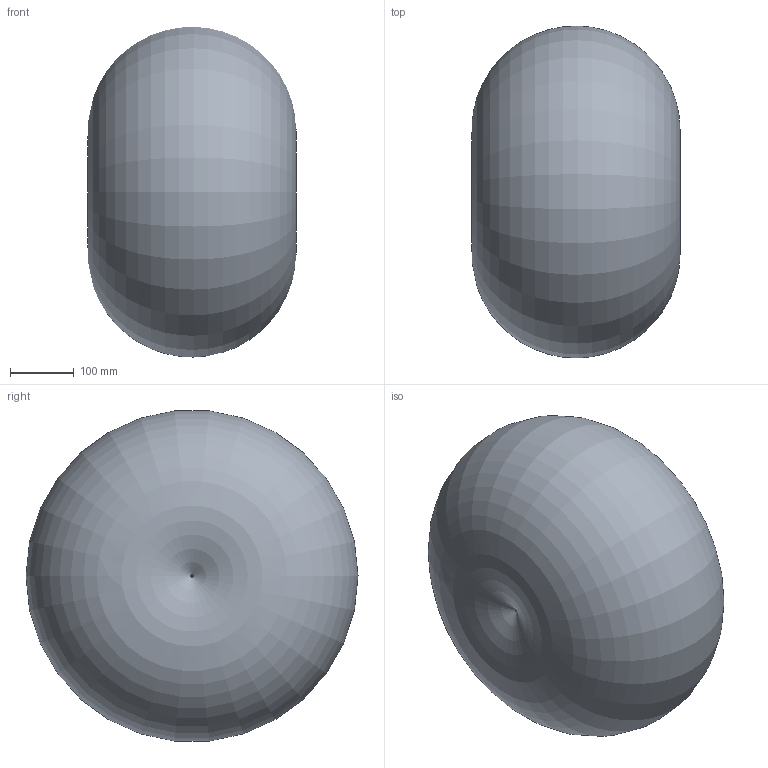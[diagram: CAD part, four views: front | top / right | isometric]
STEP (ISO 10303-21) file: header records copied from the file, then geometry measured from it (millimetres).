
FILE_DESCRIPTION(/* description */ ('Alibre Inc.'),/* implementation_level */ '2;1');
FILE_NAME(/* name */ 'export-9804EEFD-7F24-4B60-8722-57682B9E3353',/* time_stamp */ '2020-05-19T13:04:23-07:00',/* author */ (''),/* organization */ (''),/* preprocessor_version */ 'ST-DEVELOPER v17',/* originating_system */ 'Alibre',/* authorisation */ '');
FILE_SCHEMA (('CONFIG_CONTROL_DESIGN'));
Length unit declared in the file: inch
Bounding box: 325.37 x 519.05 x 516.21 mm (x, y, z)
Volume: 51345718.4 mm3; surface area: 949173.2 mm2
Topology: 17 solids, 17 shells, 266 faces, 697 edges, 444 vertices
Faces by surface type: plane 84, cylinder 82, torus 33, cone 28, bspline 22, sphere 17
Full cylindrical faces by diameter (mm): 6.647 x2, 8.4 x1, 13 x1, 60 x1, 76 x4, 77.016 x2, 96 x2, 98 x2, 115.749 x2, 120.1 x1
Entity records: 10850 total; most frequent: CARTESIAN_POINT 4483, ORIENTED_EDGE 1216, DIRECTION 992, EDGE_CURVE 608, AXIS2_PLACEMENT_3D 428, VERTEX_POINT 411, FACE_BOUND 303, EDGE_LOOP 293
